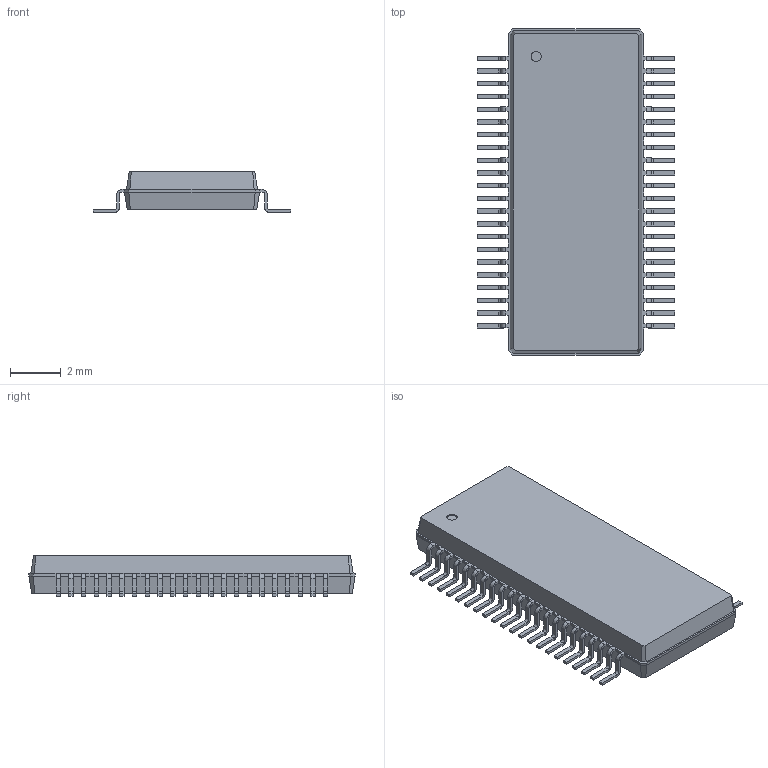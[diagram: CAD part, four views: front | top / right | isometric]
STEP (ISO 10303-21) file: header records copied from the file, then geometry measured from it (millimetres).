
FILE_DESCRIPTION(/* description */ ('model of SSOP-44_5.3x12.8mm_P0.5mm'),/* implementation_level */ '2;1');
FILE_NAME(/* name */ 'SSOP-44_5.3x12.8mm_P0.5mm.step',/* time_stamp */ '2018-11-03T20:41:17',/* author */ ('kicad StepUp','ksu'),/* organization */ ('FreeCAD'),/* preprocessor_version */ 'OCC',/* originating_system */ 'kicad StepUp',/* authorisation */ '');
FILE_SCHEMA(('AUTOMOTIVE_DESIGN { 1 0 10303 214 1 1 1 1 }'));
Length unit declared in the file: millimetre
Products named in the file (1): SSOP_44_53x128mm_P05mm
Bounding box: 7.75 x 12.8 x 1.6 mm (x, y, z)
Volume: 98.5 mm3; surface area: 226.3 mm2
Topology: 1 solids, 1 shells, 696 faces, 1879 edges, 1186 vertices
Faces by surface type: plane 451, cylinder 177, bspline 68
Full cylindrical faces by diameter (mm): 0.4 x1
Entity records: 13831 total; most frequent: ORIENTED_EDGE 3221, EDGE_CURVE 1879, CARTESIAN_POINT 1629, VERTEX_POINT 1186, LINE 1185, AXIS2_PLACEMENT_3D 872, FACE_BOUND 697, EDGE_LOOP 697
